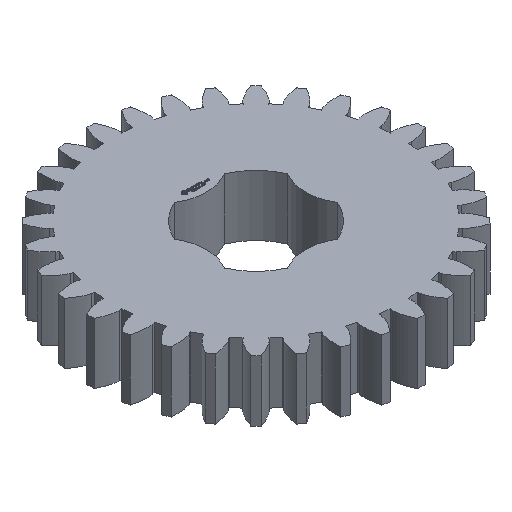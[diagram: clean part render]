
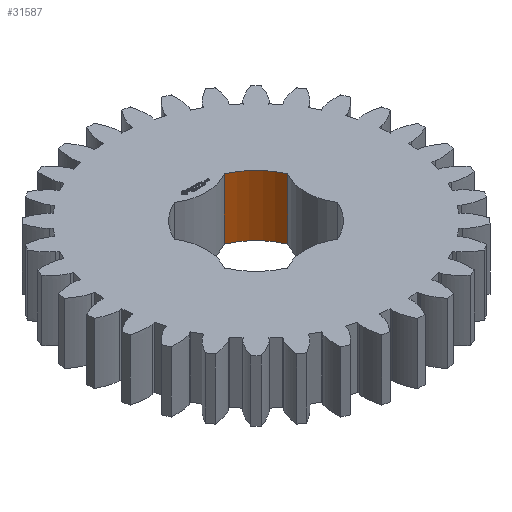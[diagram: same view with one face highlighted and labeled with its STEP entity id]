
A CAD part, isometric view. The second image highlights one B-rep face of the part: STEP entity #31587.
In plain terms, the highlighted cylindrical face has radius 6.35 mm (diameter 12.7 mm), a partial arc.
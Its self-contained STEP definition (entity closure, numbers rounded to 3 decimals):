
#93 = PLANE('',#94);
#94 = AXIS2_PLACEMENT_3D('',#95,#96,#97);
#95 = CARTESIAN_POINT('',(0.,0.,6.25));
#96 = DIRECTION('',(0.,0.,1.));
#97 = DIRECTION('',(1.,0.,0.));
#168 = PLANE('',#169);
#169 = AXIS2_PLACEMENT_3D('',#170,#171,#172);
#170 = CARTESIAN_POINT('',(0.,0.,0.));
#171 = DIRECTION('',(0.,0.,1.));
#172 = DIRECTION('',(1.,0.,0.));
#9338 = VERTEX_POINT('',#9339);
#9339 = CARTESIAN_POINT('',(2.55,5.816,0.));
#9354 = CYLINDRICAL_SURFACE('',#9355,4.9);
#9355 = AXIS2_PLACEMENT_3D('',#9356,#9357,#9358);
#9356 = CARTESIAN_POINT('',(0.,10.,0.));
#9357 = DIRECTION('',(0.,-0.,-1.));
#9358 = DIRECTION('',(0.707,0.707,0.));
#9366 = EDGE_CURVE('',#9367,#9338,#9369,.T.);
#9367 = VERTEX_POINT('',#9368);
#9368 = CARTESIAN_POINT('',(5.816,2.55,0.));
#9369 = SURFACE_CURVE('',#9370,(#9375,#9382),.PCURVE_S1.);
#9370 = CIRCLE('',#9371,6.35);
#9371 = AXIS2_PLACEMENT_3D('',#9372,#9373,#9374);
#9372 = CARTESIAN_POINT('',(0.,0.,0.));
#9373 = DIRECTION('',(0.,-0.,1.));
#9374 = DIRECTION('',(0.707,0.707,0.));
#9375 = PCURVE('',#168,#9376);
#9376 = DEFINITIONAL_REPRESENTATION('',(#9377),#9381);
#9377 = CIRCLE('',#9378,6.35);
#9378 = AXIS2_PLACEMENT_2D('',#9379,#9380);
#9379 = CARTESIAN_POINT('',(0.,0.));
#9380 = DIRECTION('',(0.707,0.707));
#9381 = ( GEOMETRIC_REPRESENTATION_CONTEXT(2) 
PARAMETRIC_REPRESENTATION_CONTEXT() REPRESENTATION_CONTEXT('2D SPACE',''
  ) );
#9382 = PCURVE('',#9383,#9388);
#9383 = CYLINDRICAL_SURFACE('',#9384,6.35);
#9384 = AXIS2_PLACEMENT_3D('',#9385,#9386,#9387);
#9385 = CARTESIAN_POINT('',(0.,0.,0.));
#9386 = DIRECTION('',(0.,-0.,-1.));
#9387 = DIRECTION('',(0.707,0.707,0.));
#9388 = DEFINITIONAL_REPRESENTATION('',(#9389),#9393);
#9389 = LINE('',#9390,#9391);
#9390 = CARTESIAN_POINT('',(-0.,0.));
#9391 = VECTOR('',#9392,1.);
#9392 = DIRECTION('',(-1.,0.));
#9393 = ( GEOMETRIC_REPRESENTATION_CONTEXT(2) 
PARAMETRIC_REPRESENTATION_CONTEXT() REPRESENTATION_CONTEXT('2D SPACE',''
  ) );
#9412 = CYLINDRICAL_SURFACE('',#9413,4.9);
#9413 = AXIS2_PLACEMENT_3D('',#9414,#9415,#9416);
#9414 = CARTESIAN_POINT('',(10.,0.,0.));
#9415 = DIRECTION('',(0.,-0.,-1.));
#9416 = DIRECTION('',(0.707,0.707,0.));
#16026 = VERTEX_POINT('',#16027);
#16027 = CARTESIAN_POINT('',(2.55,5.816,6.25));
#16049 = EDGE_CURVE('',#16050,#16026,#16052,.T.);
#16050 = VERTEX_POINT('',#16051);
#16051 = CARTESIAN_POINT('',(5.816,2.55,6.25));
#16052 = SURFACE_CURVE('',#16053,(#16058,#16065),.PCURVE_S1.);
#16053 = CIRCLE('',#16054,6.35);
#16054 = AXIS2_PLACEMENT_3D('',#16055,#16056,#16057);
#16055 = CARTESIAN_POINT('',(0.,0.,6.25)
  );
#16056 = DIRECTION('',(0.,-0.,1.));
#16057 = DIRECTION('',(0.707,0.707,0.));
#16058 = PCURVE('',#93,#16059);
#16059 = DEFINITIONAL_REPRESENTATION('',(#16060),#16064);
#16060 = CIRCLE('',#16061,6.35);
#16061 = AXIS2_PLACEMENT_2D('',#16062,#16063);
#16062 = CARTESIAN_POINT('',(0.,0.));
#16063 = DIRECTION('',(0.707,0.707));
#16064 = ( GEOMETRIC_REPRESENTATION_CONTEXT(2) 
PARAMETRIC_REPRESENTATION_CONTEXT() REPRESENTATION_CONTEXT('2D SPACE',''
  ) );
#16065 = PCURVE('',#9383,#16066);
#16066 = DEFINITIONAL_REPRESENTATION('',(#16067),#16071);
#16067 = LINE('',#16068,#16069);
#16068 = CARTESIAN_POINT('',(-0.,-6.25));
#16069 = VECTOR('',#16070,1.);
#16070 = DIRECTION('',(-1.,0.));
#16071 = ( GEOMETRIC_REPRESENTATION_CONTEXT(2) 
PARAMETRIC_REPRESENTATION_CONTEXT() REPRESENTATION_CONTEXT('2D SPACE',''
  ) );
#31564 = EDGE_CURVE('',#9367,#16050,#31565,.T.);
#31565 = SURFACE_CURVE('',#31566,(#31570,#31577),.PCURVE_S1.);
#31566 = LINE('',#31567,#31568);
#31567 = CARTESIAN_POINT('',(5.816,2.55,0.));
#31568 = VECTOR('',#31569,1.);
#31569 = DIRECTION('',(0.,0.,1.));
#31570 = PCURVE('',#9412,#31571);
#31571 = DEFINITIONAL_REPRESENTATION('',(#31572),#31576);
#31572 = LINE('',#31573,#31574);
#31573 = CARTESIAN_POINT('',(-1.809,0.));
#31574 = VECTOR('',#31575,1.);
#31575 = DIRECTION('',(-0.,-1.));
#31576 = ( GEOMETRIC_REPRESENTATION_CONTEXT(2) 
PARAMETRIC_REPRESENTATION_CONTEXT() REPRESENTATION_CONTEXT('2D SPACE',''
  ) );
#31577 = PCURVE('',#9383,#31578);
#31578 = DEFINITIONAL_REPRESENTATION('',(#31579),#31583);
#31579 = LINE('',#31580,#31581);
#31580 = CARTESIAN_POINT('',(-5.911,0.));
#31581 = VECTOR('',#31582,1.);
#31582 = DIRECTION('',(-0.,-1.));
#31583 = ( GEOMETRIC_REPRESENTATION_CONTEXT(2) 
PARAMETRIC_REPRESENTATION_CONTEXT() REPRESENTATION_CONTEXT('2D SPACE',''
  ) );
#31587 = ADVANCED_FACE('',(#31588),#9383,.F.);
#31588 = FACE_BOUND('',#31589,.T.);
#31589 = EDGE_LOOP('',(#31590,#31591,#31592,#31613));
#31590 = ORIENTED_EDGE('',*,*,#31564,.T.);
#31591 = ORIENTED_EDGE('',*,*,#16049,.T.);
#31592 = ORIENTED_EDGE('',*,*,#31593,.F.);
#31593 = EDGE_CURVE('',#9338,#16026,#31594,.T.);
#31594 = SURFACE_CURVE('',#31595,(#31599,#31606),.PCURVE_S1.);
#31595 = LINE('',#31596,#31597);
#31596 = CARTESIAN_POINT('',(2.55,5.816,0.));
#31597 = VECTOR('',#31598,1.);
#31598 = DIRECTION('',(0.,0.,1.));
#31599 = PCURVE('',#9383,#31600);
#31600 = DEFINITIONAL_REPRESENTATION('',(#31601),#31605);
#31601 = LINE('',#31602,#31603);
#31602 = CARTESIAN_POINT('',(-6.655,0.));
#31603 = VECTOR('',#31604,1.);
#31604 = DIRECTION('',(-0.,-1.));
#31605 = ( GEOMETRIC_REPRESENTATION_CONTEXT(2) 
PARAMETRIC_REPRESENTATION_CONTEXT() REPRESENTATION_CONTEXT('2D SPACE',''
  ) );
#31606 = PCURVE('',#9354,#31607);
#31607 = DEFINITIONAL_REPRESENTATION('',(#31608),#31612);
#31608 = LINE('',#31609,#31610);
#31609 = CARTESIAN_POINT('',(-4.474,0.));
#31610 = VECTOR('',#31611,1.);
#31611 = DIRECTION('',(-0.,-1.));
#31612 = ( GEOMETRIC_REPRESENTATION_CONTEXT(2) 
PARAMETRIC_REPRESENTATION_CONTEXT() REPRESENTATION_CONTEXT('2D SPACE',''
  ) );
#31613 = ORIENTED_EDGE('',*,*,#9366,.F.);
